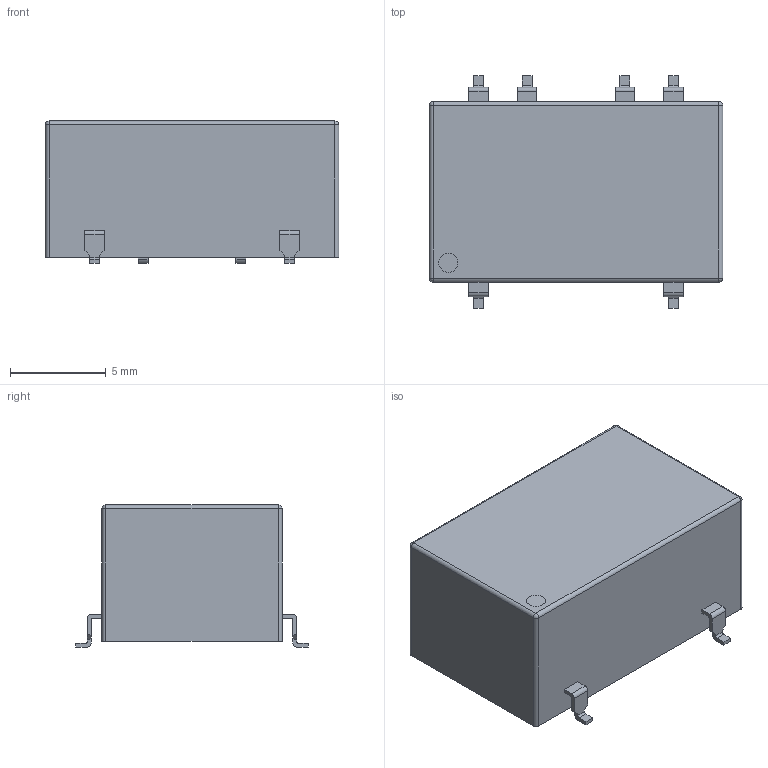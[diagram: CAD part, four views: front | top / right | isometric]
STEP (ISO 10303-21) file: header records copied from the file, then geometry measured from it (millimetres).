
FILE_DESCRIPTION((''),'2;1');
FILE_NAME('PWS_TRACO_TSRN 1SM.stp','2013-05-13T15:36:04',(''),(''),'Mechanical Desktop 2011','Mechanical Desktop 2011',', , ');
FILE_SCHEMA(('AUTOMOTIVE_DESIGN { 1 2 10303 214 1 1 1 1 }'));
Length unit declared in the file: millimetre
Products named in the file (1): Product
Bounding box: 15.3 x 12.12 x 7.4 mm (x, y, z)
Volume: 1023.2 mm3; surface area: 668.7 mm2
Topology: 8 solids, 8 shells, 133 faces, 340 edges, 220 vertices
Faces by surface type: bspline 54, plane 51, cylinder 24, sphere 4
Entity records: 4174 total; most frequent: CARTESIAN_POINT 1020, ORIENTED_EDGE 672, DIRECTION 568, EDGE_CURVE 336, VECTOR 264, LINE 264, VERTEX_POINT 220, AXIS2_PLACEMENT_3D 152
